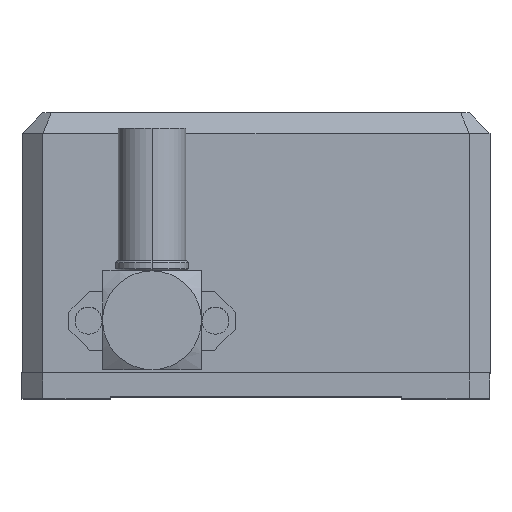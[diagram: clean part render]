
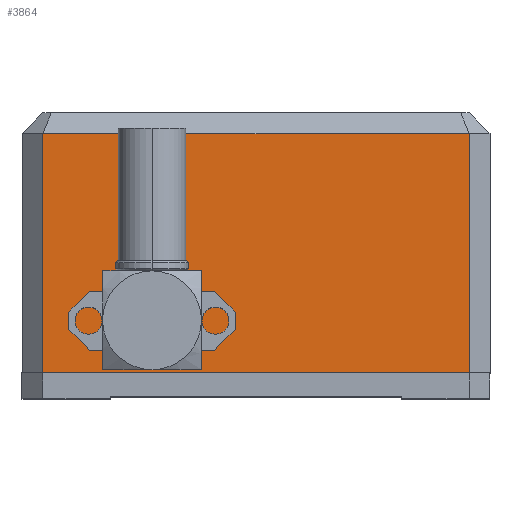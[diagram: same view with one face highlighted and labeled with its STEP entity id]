
A CAD part, top view. The second image highlights one B-rep face of the part: STEP entity #3864.
In plain terms, the highlighted face is planar.
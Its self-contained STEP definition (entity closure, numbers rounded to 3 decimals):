
#22 = EDGE_LOOP ( 'NONE', ( #2899, #1517, #3539, #4695 ) ) ;
#564 = LINE ( 'NONE', #6155, #1667 ) ;
#589 = DIRECTION ( 'NONE',  ( -1., 0., 0. ) ) ;
#613 = VERTEX_POINT ( 'NONE', #2662 ) ;
#712 = DIRECTION ( 'NONE',  ( 0., 0., -1. ) ) ;
#828 = FACE_OUTER_BOUND ( 'NONE', #22, .T. ) ;
#1209 = LINE ( 'NONE', #1907, #7697 ) ;
#1452 = CARTESIAN_POINT ( 'NONE',  ( 20.5, -5., -15. ) ) ;
#1517 = ORIENTED_EDGE ( 'NONE', *, *, #6184, .T. ) ;
#1624 = DIRECTION ( 'NONE',  ( 1., 0., 0. ) ) ;
#1667 = VECTOR ( 'NONE', #7942, 1000. ) ;
#1907 = CARTESIAN_POINT ( 'NONE',  ( -20.5, -5., -15. ) ) ;
#2662 = CARTESIAN_POINT ( 'NONE',  ( -20.5, -5., -15. ) ) ;
#2798 = LINE ( 'NONE', #5488, #6255 ) ;
#2899 = ORIENTED_EDGE ( 'NONE', *, *, #5237, .T. ) ;
#3029 = VERTEX_POINT ( 'NONE', #7671 ) ;
#3073 = VERTEX_POINT ( 'NONE', #1452 ) ;
#3414 = EDGE_CURVE ( 'NONE', #3073, #613, #1209, .T. ) ;
#3539 = ORIENTED_EDGE ( 'NONE', *, *, #6414, .F. ) ;
#3864 = ADVANCED_FACE ( 'NONE', ( #828 ), #7608, .T. ) ;
#4028 = CARTESIAN_POINT ( 'NONE',  ( 20.5, 18., -15. ) ) ;
#4064 = AXIS2_PLACEMENT_3D ( 'NONE', #4902, #712, #7023 ) ;
#4227 = DIRECTION ( 'NONE',  ( 0., 1., 0. ) ) ;
#4253 = CARTESIAN_POINT ( 'NONE',  ( 20.5, 18., -15. ) ) ;
#4463 = LINE ( 'NONE', #4028, #7321 ) ;
#4695 = ORIENTED_EDGE ( 'NONE', *, *, #3414, .T. ) ;
#4902 = CARTESIAN_POINT ( 'NONE',  ( 0., -5., -15. ) ) ;
#5237 = EDGE_CURVE ( 'NONE', #613, #3029, #564, .T. ) ;
#5488 = CARTESIAN_POINT ( 'NONE',  ( 20.5, -5., -15. ) ) ;
#6155 = CARTESIAN_POINT ( 'NONE',  ( -20.5, -5., -15. ) ) ;
#6184 = EDGE_CURVE ( 'NONE', #3029, #6516, #4463, .T. ) ;
#6255 = VECTOR ( 'NONE', #4227, 1000. ) ;
#6414 = EDGE_CURVE ( 'NONE', #3073, #6516, #2798, .T. ) ;
#6516 = VERTEX_POINT ( 'NONE', #4253 ) ;
#7023 = DIRECTION ( 'NONE',  ( -1., 0., 0. ) ) ;
#7321 = VECTOR ( 'NONE', #1624, 1000. ) ;
#7608 = PLANE ( 'NONE',  #4064 ) ;
#7671 = CARTESIAN_POINT ( 'NONE',  ( -20.5, 18., -15. ) ) ;
#7697 = VECTOR ( 'NONE', #589, 1000. ) ;
#7942 = DIRECTION ( 'NONE',  ( 0., 1., 0. ) ) ;
